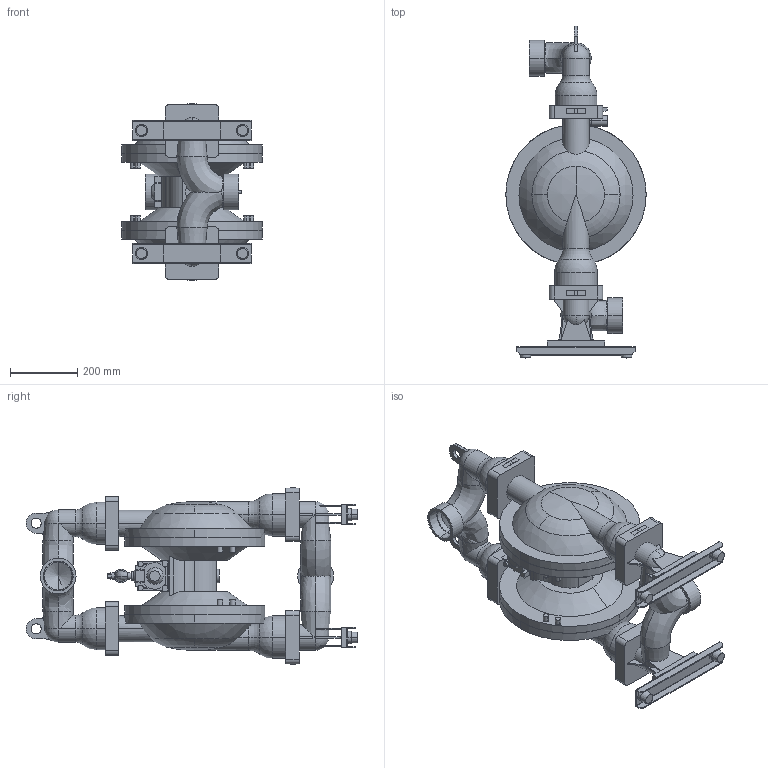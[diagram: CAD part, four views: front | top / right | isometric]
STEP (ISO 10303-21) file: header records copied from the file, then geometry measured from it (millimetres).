
FILE_DESCRIPTION (( 'STEP AP214' ), '1' );
FILE_NAME ('NDP-80BS_ NPT.STEP', '2009-03-16T01:40:13', ( ' ' ), ( ' ' ), 'SwSTEP 2.0', 'SolidWorks 2006303', '' );
FILE_SCHEMA (( 'AUTOMOTIVE_DESIGN' ));
Length unit declared in the file: millimetre
Products named in the file (1): NDP-80BS_ NPT
Bounding box: 416.36 x 983.7 x 522.35 mm (x, y, z)
Volume: 46113548.3 mm3; surface area: 1996069.6 mm2
Topology: 1 solids, 1 shells, 599 faces, 1569 edges, 1012 vertices
Faces by surface type: plane 318, cylinder 190, cone 32, sphere 25, torus 20, bspline 14
Entity records: 20847 total; most frequent: CARTESIAN_POINT 6032, DIRECTION 3100, ORIENTED_EDGE 3080, EDGE_CURVE 1540, AXIS2_PLACEMENT_3D 1112, VERTEX_POINT 1000, VECTOR 876, LINE 876
